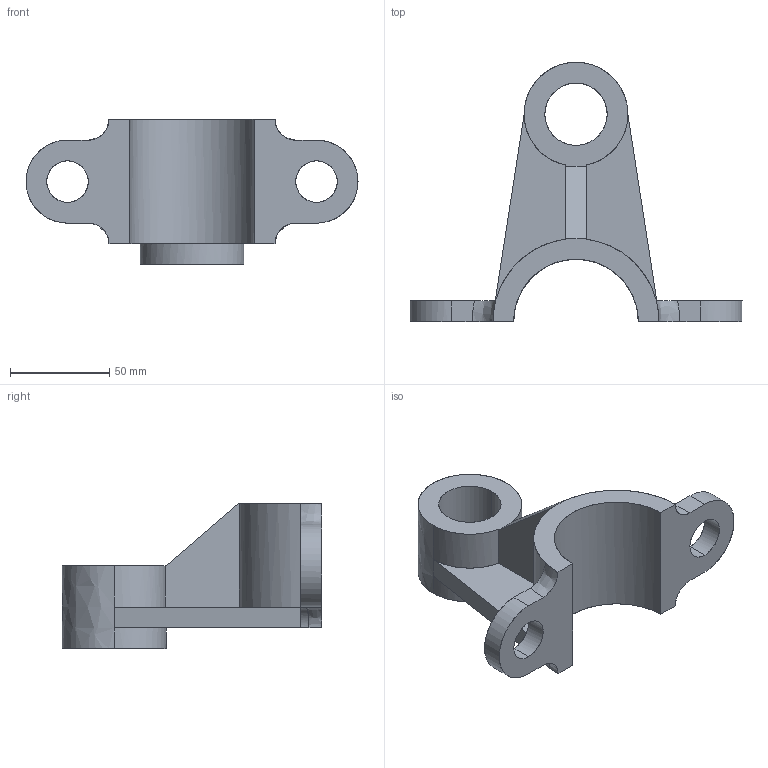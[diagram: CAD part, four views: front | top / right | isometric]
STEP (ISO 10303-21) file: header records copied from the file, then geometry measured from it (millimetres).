
FILE_DESCRIPTION(('FreeCAD Model'),'2;1');
FILE_NAME('Open CASCADE Shape Model','2025-05-08T05:07:42',('FreeCAD'),( 'FreeCAD'),'Open CASCADE STEP processor 7.6','FreeCAD','Unknown');
FILE_SCHEMA(('AUTOMOTIVE_DESIGN { 1 0 10303 214 1 1 1 1 }'));
Length unit declared in the file: millimetre
Products named in the file (1): Open CASCADE STEP translator 7.6 1
Bounding box: 167.66 x 130.99 x 73.35 mm (x, y, z)
Surface area: 48593.7 mm2 (no closed solid volume)
Topology: 0 solids, 40 shells, 40 faces, 942 edges, 942 vertices
Faces by surface type: bspline 40
Entity records: 8019 total; most frequent: CARTESIAN_POINT 4053, ORIENTED_EDGE 942, EDGE_CURVE 942, VERTEX_POINT 942, B_SPLINE_CURVE_WITH_KNOTS 894, FACE_BOUND 46, EDGE_LOOP 46, SHELL_BASED_SURFACE_MODEL 40
